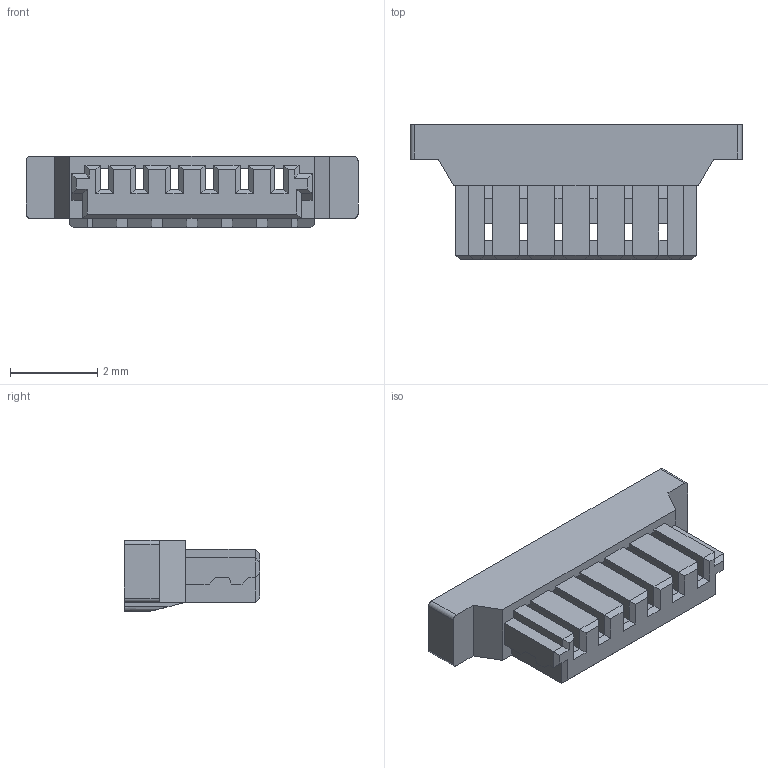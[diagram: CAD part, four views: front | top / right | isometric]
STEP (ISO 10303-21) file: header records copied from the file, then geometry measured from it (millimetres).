
FILE_DESCRIPTION (( 'STEP AP214' ), '1' );
FILE_NAME ('FHG08002-S06M6W5B-REF.STEP', '2024-12-09T03:37:51', ( '' ), ( '' ), 'SwSTEP 2.0', 'SolidWorks 2021', '' );
FILE_SCHEMA (( 'AUTOMOTIVE_DESIGN' ));
Length unit declared in the file: millimetre
Products named in the file (1): FHG08002-S06M6W5B-REF
Bounding box: 7.6 x 3.1 x 1.63 mm (x, y, z)
Volume: 14.1 mm3; surface area: 123.7 mm2
Topology: 1 solids, 1 shells, 254 faces, 751 edges, 482 vertices
Faces by surface type: plane 248, cylinder 6
Entity records: 8319 total; most frequent: ORIENTED_EDGE 1502, CARTESIAN_POINT 1494, DIRECTION 1269, EDGE_CURVE 751, LINE 739, VECTOR 739, VERTEX_POINT 482, AXIS2_PLACEMENT_3D 265
